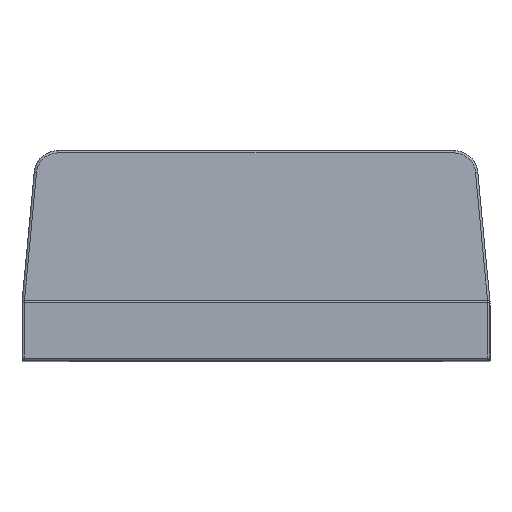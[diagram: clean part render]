
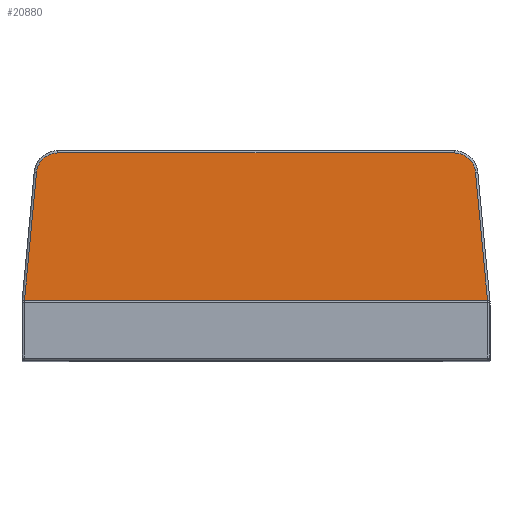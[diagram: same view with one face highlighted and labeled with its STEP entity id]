
A CAD part, top view. The second image highlights one B-rep face of the part: STEP entity #20880.
In plain terms, the highlighted planar face has unit normal (0, 0.033, 1).
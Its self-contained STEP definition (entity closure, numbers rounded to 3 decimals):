
#362 = DIRECTION ( 'NONE',  ( -1., 0., 0. ) ) ;
#734 =( BOUNDED_CURVE ( )  B_SPLINE_CURVE ( 3, ( #10279, #12028, #10409, #13892 ),
 .UNSPECIFIED., .F., .F. ) 
 B_SPLINE_CURVE_WITH_KNOTS ( ( 4, 4 ),
 ( 0., 1.477 ),
 .UNSPECIFIED. ) 
 CURVE ( )  GEOMETRIC_REPRESENTATION_ITEM ( )  RATIONAL_B_SPLINE_CURVE ( ( 1., 0.826, 0.826, 1. ) ) 
 REPRESENTATION_ITEM ( '' )  );
#1008 = VECTOR ( 'NONE', #10812, 1000. ) ;
#1471 = DIRECTION ( 'NONE',  ( 0., -0.999, 0.033 ) ) ;
#1966 = DIRECTION ( 'NONE',  ( -1., 0., 0. ) ) ;
#2245 = LINE ( 'NONE', #8443, #12337 ) ;
#2779 = VERTEX_POINT ( 'NONE', #11680 ) ;
#2935 = CARTESIAN_POINT ( 'NONE',  ( -4.903, -1.685, 13.54 ) ) ;
#3226 = VECTOR ( 'NONE', #13351, 1000. ) ;
#3294 = AXIS2_PLACEMENT_3D ( 'NONE', #16791, #24622, #14781 ) ;
#3929 = FACE_OUTER_BOUND ( 'NONE', #10753, .T. ) ;
#4010 = EDGE_CURVE ( 'NONE', #24222, #14801, #20545, .T. ) ;
#5046 = CARTESIAN_POINT ( 'NONE',  ( 3.95, -1.685, 13.54 ) ) ;
#5904 = VECTOR ( 'NONE', #23292, 1000. ) ;
#6835 = ORIENTED_EDGE ( 'NONE', *, *, #25599, .F. ) ;
#6852 = VERTEX_POINT ( 'NONE', #2935 ) ;
#6910 = CARTESIAN_POINT ( 'NONE',  ( 3.95, 1.54, 13.433 ) ) ;
#7263 = VECTOR ( 'NONE', #19138, 1000. ) ;
#7573 = LINE ( 'NONE', #21660, #1008 ) ;
#8159 = VERTEX_POINT ( 'NONE', #23299 ) ;
#8443 = CARTESIAN_POINT ( 'NONE',  ( -4.65, -1.685, 13.54 ) ) ;
#8640 = VERTEX_POINT ( 'NONE', #11242 ) ;
#8703 = VECTOR ( 'NONE', #362, 1000. ) ;
#9143 = EDGE_CURVE ( 'NONE', #24222, #8640, #734, .T. ) ;
#9664 = LINE ( 'NONE', #11548, #14011 ) ;
#10033 = EDGE_CURVE ( 'NONE', #2779, #6852, #21306, .T. ) ;
#10098 = ORIENTED_EDGE ( 'NONE', *, *, #16708, .F. ) ;
#10279 = CARTESIAN_POINT ( 'NONE',  ( 4.195, 1.492, 13.435 ) ) ;
#10297 = CARTESIAN_POINT ( 'NONE',  ( 0., 1.492, 13.435 ) ) ;
#10409 = CARTESIAN_POINT ( 'NONE',  ( 4.62, 1.327, 13.44 ) ) ;
#10438 = CARTESIAN_POINT ( 'NONE',  ( 4.903, -1.685, 13.54 ) ) ;
#10753 = EDGE_LOOP ( 'NONE', ( #17303, #10098, #11725, #11056, #12932, #22173, #13211, #6835, #12661, #18215 ) ) ;
#10812 = DIRECTION ( 'NONE',  ( -1., 0., 0. ) ) ;
#11056 = ORIENTED_EDGE ( 'NONE', *, *, #9143, .F. ) ;
#11242 = CARTESIAN_POINT ( 'NONE',  ( 4.643, 1.084, 13.448 ) ) ;
#11548 = CARTESIAN_POINT ( 'NONE',  ( -3.95, 1.54, 13.433 ) ) ;
#11662 = VERTEX_POINT ( 'NONE', #11931 ) ;
#11680 = CARTESIAN_POINT ( 'NONE',  ( -4.643, 1.084, 13.448 ) ) ;
#11725 = ORIENTED_EDGE ( 'NONE', *, *, #18325, .T. ) ;
#11931 = CARTESIAN_POINT ( 'NONE',  ( -3.95, -1.638, 13.538 ) ) ;
#12020 = PLANE ( 'NONE',  #3294 ) ;
#12028 = CARTESIAN_POINT ( 'NONE',  ( 4.439, 1.492, 13.435 ) ) ;
#12218 = EDGE_CURVE ( 'NONE', #20361, #23772, #16605, .T. ) ;
#12337 = VECTOR ( 'NONE', #16573, 1000. ) ;
#12661 = ORIENTED_EDGE ( 'NONE', *, *, #20251, .F. ) ;
#12932 = ORIENTED_EDGE ( 'NONE', *, *, #4010, .T. ) ;
#13211 = ORIENTED_EDGE ( 'NONE', *, *, #10033, .T. ) ;
#13351 = DIRECTION ( 'NONE',  ( -0.093, -0.995, 0.033 ) ) ;
#13892 = CARTESIAN_POINT ( 'NONE',  ( 4.643, 1.084, 13.448 ) ) ;
#13912 = EDGE_CURVE ( 'NONE', #23772, #11662, #7573, .T. ) ;
#14011 = VECTOR ( 'NONE', #1471, 1000. ) ;
#14337 = CARTESIAN_POINT ( 'NONE',  ( -4.195, 1.492, 13.435 ) ) ;
#14781 = DIRECTION ( 'NONE',  ( -1., 0., 0. ) ) ;
#14801 = VERTEX_POINT ( 'NONE', #18180 ) ;
#15055 = VECTOR ( 'NONE', #1966, 1000. ) ;
#15678 = CARTESIAN_POINT ( 'NONE',  ( -4.643, 1.084, 13.448 ) ) ;
#15806 = CARTESIAN_POINT ( 'NONE',  ( -4.439, 1.492, 13.435 ) ) ;
#16573 = DIRECTION ( 'NONE',  ( -1., 0., 0. ) ) ;
#16605 = LINE ( 'NONE', #6910, #7263 ) ;
#16708 = EDGE_CURVE ( 'NONE', #19740, #20361, #2245, .T. ) ;
#16791 = CARTESIAN_POINT ( 'NONE',  ( 0., 1.54, 13.433 ) ) ;
#17303 = ORIENTED_EDGE ( 'NONE', *, *, #12218, .F. ) ;
#17801 = CARTESIAN_POINT ( 'NONE',  ( -4.62, 1.327, 13.44 ) ) ;
#18180 = CARTESIAN_POINT ( 'NONE',  ( -4.195, 1.492, 13.435 ) ) ;
#18215 = ORIENTED_EDGE ( 'NONE', *, *, #13912, .F. ) ;
#18325 = EDGE_CURVE ( 'NONE', #19740, #8640, #23424, .T. ) ;
#19138 = DIRECTION ( 'NONE',  ( 0., 0.999, -0.033 ) ) ;
#19662 = CARTESIAN_POINT ( 'NONE',  ( 4.195, 1.492, 13.435 ) ) ;
#19740 = VERTEX_POINT ( 'NONE', #10438 ) ;
#20251 = EDGE_CURVE ( 'NONE', #11662, #8159, #9664, .T. ) ;
#20263 = EDGE_CURVE ( 'NONE', #2779, #14801, #24608, .T. ) ;
#20361 = VERTEX_POINT ( 'NONE', #5046 ) ;
#20545 = LINE ( 'NONE', #10297, #8703 ) ;
#20880 = ADVANCED_FACE ( 'NONE', ( #3929 ), #12020, .T. ) ;
#21306 = LINE ( 'NONE', #23429, #3226 ) ;
#21660 = CARTESIAN_POINT ( 'NONE',  ( 0., -1.638, 13.538 ) ) ;
#22173 = ORIENTED_EDGE ( 'NONE', *, *, #20263, .F. ) ;
#22535 = CARTESIAN_POINT ( 'NONE',  ( -4.65, -1.685, 13.54 ) ) ;
#23292 = DIRECTION ( 'NONE',  ( -0.093, 0.995, -0.033 ) ) ;
#23299 = CARTESIAN_POINT ( 'NONE',  ( -3.95, -1.685, 13.54 ) ) ;
#23424 = LINE ( 'NONE', #25550, #5904 ) ;
#23429 = CARTESIAN_POINT ( 'NONE',  ( -4.56, 1.967, 13.419 ) ) ;
#23772 = VERTEX_POINT ( 'NONE', #26095 ) ;
#24222 = VERTEX_POINT ( 'NONE', #19662 ) ;
#24532 = LINE ( 'NONE', #22535, #15055 ) ;
#24608 =( BOUNDED_CURVE ( )  B_SPLINE_CURVE ( 3, ( #15678, #17801, #15806, #14337 ),
 .UNSPECIFIED., .F., .T. ) 
 B_SPLINE_CURVE_WITH_KNOTS ( ( 4, 4 ),
 ( 1.664, 3.142 ),
 .UNSPECIFIED. ) 
 CURVE ( )  GEOMETRIC_REPRESENTATION_ITEM ( )  RATIONAL_B_SPLINE_CURVE ( ( 1., 0.826, 0.826, 1. ) ) 
 REPRESENTATION_ITEM ( '' )  );
#24622 = DIRECTION ( 'NONE',  ( 0., 0.033, 0.999 ) ) ;
#25550 = CARTESIAN_POINT ( 'NONE',  ( 4.56, 1.967, 13.419 ) ) ;
#25599 = EDGE_CURVE ( 'NONE', #8159, #6852, #24532, .T. ) ;
#26095 = CARTESIAN_POINT ( 'NONE',  ( 3.95, -1.638, 13.538 ) ) ;
